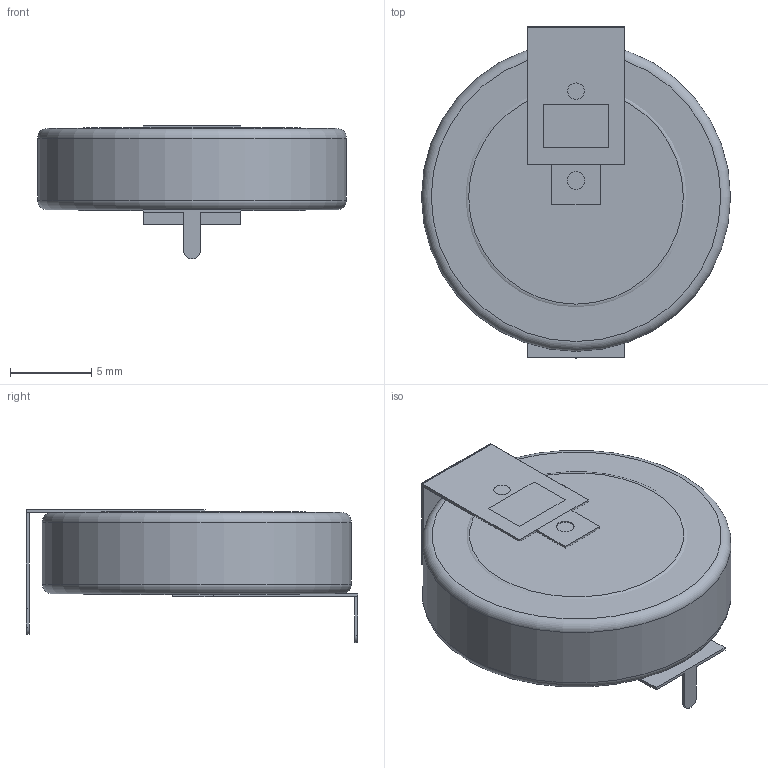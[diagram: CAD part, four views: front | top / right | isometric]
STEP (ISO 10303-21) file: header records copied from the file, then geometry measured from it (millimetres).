
FILE_DESCRIPTION(('FreeCAD Model'),'2;1');
FILE_NAME('Goldcap.step','2017-02-02T11:08:46',('Author'),( ''),'Open CASCADE STEP processor 6.8','FreeCAD','Unknown');
FILE_SCHEMA(('AUTOMOTIVE_DESIGN_CC2 { 1 2 10303 214 -1 1 5 4 }'));
Length unit declared in the file: millimetre
Products named in the file (11): ASSEMBLY; Fillet; Fusion006; Fusion007; Fusion003; Fusion; Fillet004; Fillet001; Zylinder003; Würfel008; Würfel007
Assembly tree (10 placements, depth 2):
  ASSEMBLY
    Fillet
    Fusion006
    Fusion007
    Fusion003
    Fusion
    Fillet004
    Fillet001
    Zylinder003
    Würfel008
    Würfel007
Bounding box: 19 x 20.4 x 8.19 mm (x, y, z)
Volume: 2243 mm3; surface area: 2004.6 mm2
Topology: 10 solids, 10 shells, 102 faces, 234 edges, 155 vertices
Faces by surface type: plane 87, cylinder 12, torus 3
Full cylindrical faces by diameter (mm): 1 x1, 1.1 x2, 14 x1, 19 x1
Entity records: 6172 total; most frequent: CARTESIAN_POINT 1041, DIRECTION 922, LINE 619, VECTOR 619, ORIENTED_EDGE 468, PCURVE 468, DEFINITIONAL_REPRESENTATION 468, EDGE_CURVE 234
